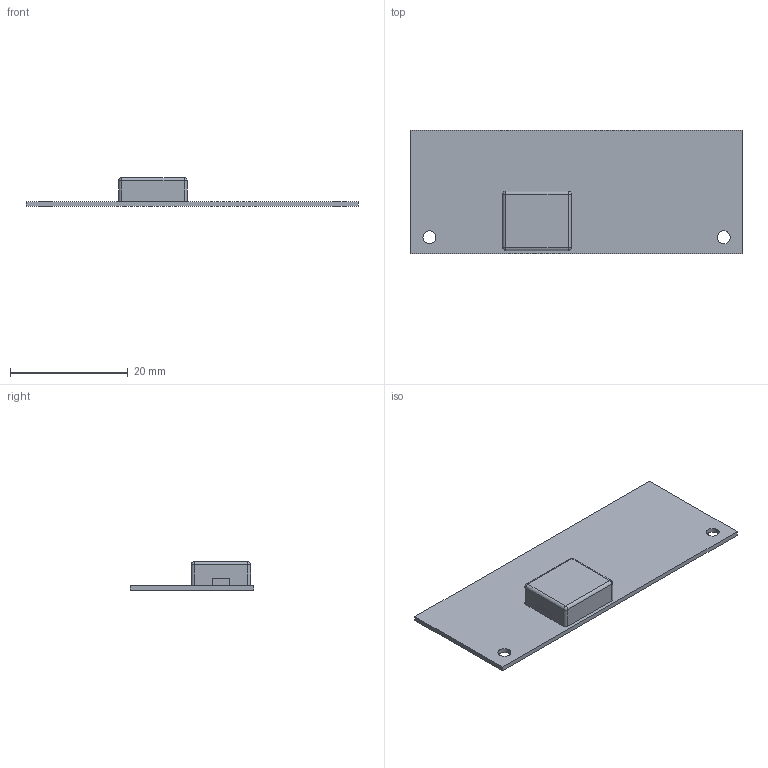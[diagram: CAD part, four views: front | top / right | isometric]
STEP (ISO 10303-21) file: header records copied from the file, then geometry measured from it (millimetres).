
FILE_DESCRIPTION(('KiCad electronic assembly'),'2;1');
FILE_NAME('optiplower.step','2023-07-08T17:44:34',('Pcbnew'),('Kicad'), 'Open CASCADE STEP processor 7.6','KiCad to STEP converter','Unknown' );
FILE_SCHEMA(('AUTOMOTIVE_DESIGN { 1 0 10303 214 1 1 1 1 }'));
Length unit declared in the file: millimetre
Products named in the file (4): optiplower 1; L_Chilisin_BMRF00101040; COMPOUND; optiplower PCB
Assembly tree (3 placements, depth 3):
  optiplower 1
    L_Chilisin_BMRF00101040
      COMPOUND
    optiplower PCB
Bounding box: 56.39 x 21 x 4.83 mm (x, y, z)
Volume: 1383.2 mm3; surface area: 2947.9 mm2
Topology: 4 solids, 4 shells, 46 faces, 106 edges, 64 vertices
Faces by surface type: plane 32, cylinder 10, sphere 4
Full cylindrical faces by diameter (mm): 2.2 x2
Entity records: 2866 total; most frequent: CARTESIAN_POINT 648, DIRECTION 412, LINE 270, VECTOR 270, ORIENTED_EDGE 204, PCURVE 204, DEFINITIONAL_REPRESENTATION 204, EDGE_CURVE 102
